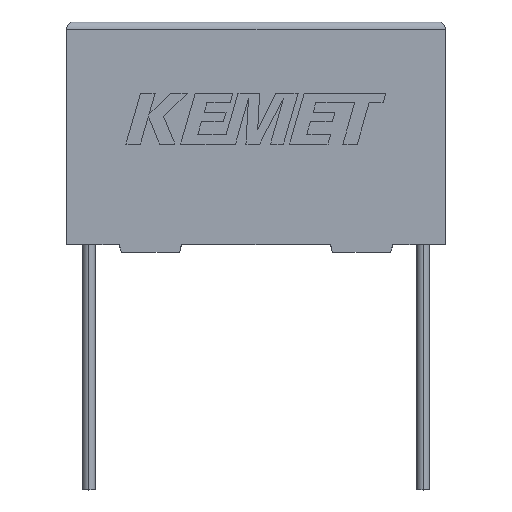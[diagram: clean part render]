
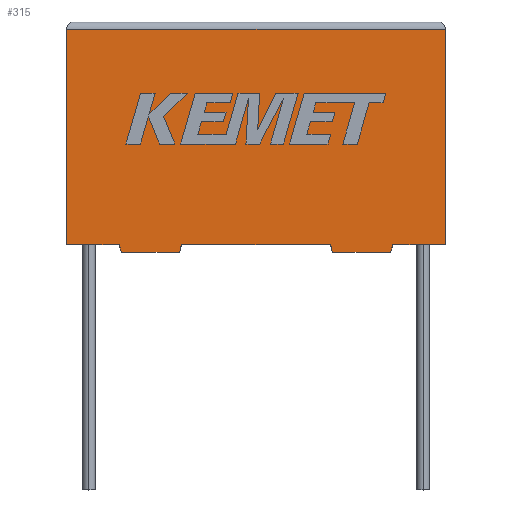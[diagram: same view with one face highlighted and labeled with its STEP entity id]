
A CAD part, top view. The second image highlights one B-rep face of the part: STEP entity #315.
In plain terms, the highlighted planar face has unit normal (0, 0, 1).
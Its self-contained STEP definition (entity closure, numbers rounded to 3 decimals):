
#98 = VECTOR ( 'NONE', #2502, 1000. ) ;
#110 = VERTEX_POINT ( 'NONE', #2473 ) ;
#132 = LINE ( 'NONE', #1388, #922 ) ;
#141 = CARTESIAN_POINT ( 'NONE',  ( 21.81, -0.5, 6.5 ) ) ;
#193 = FACE_OUTER_BOUND ( 'NONE', #2150, .T. ) ;
#311 = VECTOR ( 'NONE', #835, 1000. ) ;
#315 = ADVANCED_FACE ( 'NONE', ( #193 ), #1358, .F. ) ;
#325 = LINE ( 'NONE', #505, #3114 ) ;
#349 = CARTESIAN_POINT ( 'NONE',  ( 17.909, -0.5, 6.5 ) ) ;
#387 = EDGE_CURVE ( 'NONE', #1250, #110, #2949, .T. ) ;
#392 = ORIENTED_EDGE ( 'NONE', *, *, #2032, .T. ) ;
#395 = VECTOR ( 'NONE', #2445, 1000. ) ;
#466 = VERTEX_POINT ( 'NONE', #2908 ) ;
#505 = CARTESIAN_POINT ( 'NONE',  ( 0., 0., 6.5 ) ) ;
#556 = ORIENTED_EDGE ( 'NONE', *, *, #1999, .T. ) ;
#599 = LINE ( 'NONE', #349, #3186 ) ;
#606 = DIRECTION ( 'NONE',  ( 1., 0., 0. ) ) ;
#629 = EDGE_CURVE ( 'NONE', #2203, #2690, #1314, .T. ) ;
#634 = LINE ( 'NONE', #1450, #311 ) ;
#700 = LINE ( 'NONE', #1035, #3204 ) ;
#758 = ORIENTED_EDGE ( 'NONE', *, *, #2467, .F. ) ;
#766 = VECTOR ( 'NONE', #2254, 1000. ) ;
#823 = EDGE_CURVE ( 'NONE', #110, #1608, #700, .T. ) ;
#835 = DIRECTION ( 'NONE',  ( -1., 0., 0. ) ) ;
#866 = ORIENTED_EDGE ( 'NONE', *, *, #1633, .T. ) ;
#877 = CARTESIAN_POINT ( 'NONE',  ( 21.96, 0., 6.5 ) ) ;
#885 = VERTEX_POINT ( 'NONE', #2131 ) ;
#903 = EDGE_CURVE ( 'NONE', #885, #2538, #2822, .T. ) ;
#922 = VECTOR ( 'NONE', #2611, 1000. ) ;
#923 = ORIENTED_EDGE ( 'NONE', *, *, #2324, .F. ) ;
#970 = VERTEX_POINT ( 'NONE', #2891 ) ;
#1035 = CARTESIAN_POINT ( 'NONE',  ( 3.54, 0., 6.5 ) ) ;
#1088 = LINE ( 'NONE', #877, #395 ) ;
#1250 = VERTEX_POINT ( 'NONE', #2057 ) ;
#1314 = LINE ( 'NONE', #2707, #98 ) ;
#1345 = LINE ( 'NONE', #2430, #2003 ) ;
#1358 = PLANE ( 'NONE',  #2346 ) ;
#1388 = CARTESIAN_POINT ( 'NONE',  ( 0., 0., 6.5 ) ) ;
#1436 = DIRECTION ( 'NONE',  ( -1., 0., 0. ) ) ;
#1442 = DIRECTION ( 'NONE',  ( 1., 0., 0. ) ) ;
#1450 = CARTESIAN_POINT ( 'NONE',  ( 0., 14.5, 6.5 ) ) ;
#1505 = ORIENTED_EDGE ( 'NONE', *, *, #903, .T. ) ;
#1532 = ORIENTED_EDGE ( 'NONE', *, *, #387, .T. ) ;
#1535 = ORIENTED_EDGE ( 'NONE', *, *, #629, .T. ) ;
#1569 = ORIENTED_EDGE ( 'NONE', *, *, #2910, .T. ) ;
#1608 = VERTEX_POINT ( 'NONE', #2415 ) ;
#1612 = ORIENTED_EDGE ( 'NONE', *, *, #823, .T. ) ;
#1633 = EDGE_CURVE ( 'NONE', #2334, #1250, #132, .T. ) ;
#1634 = DIRECTION ( 'NONE',  ( -1., 0., 0. ) ) ;
#1664 = DIRECTION ( 'NONE',  ( -0.287, 0.958, 0. ) ) ;
#1678 = CARTESIAN_POINT ( 'NONE',  ( 0., 14.5, 6.5 ) ) ;
#1727 = VERTEX_POINT ( 'NONE', #2649 ) ;
#1750 = CARTESIAN_POINT ( 'NONE',  ( 7.591, -0.5, 6.5 ) ) ;
#1758 = EDGE_CURVE ( 'NONE', #1608, #466, #1345, .T. ) ;
#1879 = DIRECTION ( 'NONE',  ( 0., 0., -1. ) ) ;
#1950 = ORIENTED_EDGE ( 'NONE', *, *, #1758, .T. ) ;
#1999 = EDGE_CURVE ( 'NONE', #970, #2203, #325, .T. ) ;
#2003 = VECTOR ( 'NONE', #606, 1000. ) ;
#2022 = VECTOR ( 'NONE', #1436, 1000. ) ;
#2032 = EDGE_CURVE ( 'NONE', #466, #885, #2968, .T. ) ;
#2057 = CARTESIAN_POINT ( 'NONE',  ( 0., 0., 6.5 ) ) ;
#2110 = CARTESIAN_POINT ( 'NONE',  ( 0., 0., 6.5 ) ) ;
#2131 = CARTESIAN_POINT ( 'NONE',  ( 7.741, 0., 6.5 ) ) ;
#2150 = EDGE_LOOP ( 'NONE', ( #1535, #1569, #866, #1532, #1612, #1950, #392, #1505, #758, #2439, #923, #556 ) ) ;
#2203 = VERTEX_POINT ( 'NONE', #3098 ) ;
#2254 = DIRECTION ( 'NONE',  ( 0.287, 0.958, 0. ) ) ;
#2306 = VECTOR ( 'NONE', #2614, 1000. ) ;
#2324 = EDGE_CURVE ( 'NONE', #970, #2977, #1088, .T. ) ;
#2334 = VERTEX_POINT ( 'NONE', #1678 ) ;
#2346 = AXIS2_PLACEMENT_3D ( 'NONE', #2840, #1879, #1634 ) ;
#2415 = CARTESIAN_POINT ( 'NONE',  ( 3.69, -0.5, 6.5 ) ) ;
#2430 = CARTESIAN_POINT ( 'NONE',  ( 3.69, -0.5, 6.5 ) ) ;
#2439 = ORIENTED_EDGE ( 'NONE', *, *, #2705, .F. ) ;
#2445 = DIRECTION ( 'NONE',  ( -0.287, -0.958, 0. ) ) ;
#2467 = EDGE_CURVE ( 'NONE', #1727, #2538, #599, .T. ) ;
#2473 = CARTESIAN_POINT ( 'NONE',  ( 3.54, 0., 6.5 ) ) ;
#2502 = DIRECTION ( 'NONE',  ( 0., 1., 0. ) ) ;
#2538 = VERTEX_POINT ( 'NONE', #2792 ) ;
#2590 = DIRECTION ( 'NONE',  ( 0.287, -0.958, 0. ) ) ;
#2611 = DIRECTION ( 'NONE',  ( 0., -1., 0. ) ) ;
#2614 = DIRECTION ( 'NONE',  ( 1., 0., 0. ) ) ;
#2648 = CARTESIAN_POINT ( 'NONE',  ( 0., 0., 6.5 ) ) ;
#2649 = CARTESIAN_POINT ( 'NONE',  ( 17.909, -0.5, 6.5 ) ) ;
#2690 = VERTEX_POINT ( 'NONE', #2916 ) ;
#2705 = EDGE_CURVE ( 'NONE', #2977, #1727, #2764, .T. ) ;
#2707 = CARTESIAN_POINT ( 'NONE',  ( 25.5, 0., 6.5 ) ) ;
#2764 = LINE ( 'NONE', #141, #2022 ) ;
#2783 = VECTOR ( 'NONE', #3104, 1000. ) ;
#2792 = CARTESIAN_POINT ( 'NONE',  ( 17.759, 0., 6.5 ) ) ;
#2822 = LINE ( 'NONE', #2648, #2783 ) ;
#2840 = CARTESIAN_POINT ( 'NONE',  ( 0., 0., 6.5 ) ) ;
#2891 = CARTESIAN_POINT ( 'NONE',  ( 21.96, 0., 6.5 ) ) ;
#2908 = CARTESIAN_POINT ( 'NONE',  ( 7.591, -0.5, 6.5 ) ) ;
#2910 = EDGE_CURVE ( 'NONE', #2690, #2334, #634, .T. ) ;
#2916 = CARTESIAN_POINT ( 'NONE',  ( 25.5, 14.5, 6.5 ) ) ;
#2949 = LINE ( 'NONE', #2110, #2306 ) ;
#2968 = LINE ( 'NONE', #1750, #766 ) ;
#2971 = CARTESIAN_POINT ( 'NONE',  ( 21.81, -0.5, 6.5 ) ) ;
#2977 = VERTEX_POINT ( 'NONE', #2971 ) ;
#3098 = CARTESIAN_POINT ( 'NONE',  ( 25.5, 0., 6.5 ) ) ;
#3104 = DIRECTION ( 'NONE',  ( 1., 0., 0. ) ) ;
#3114 = VECTOR ( 'NONE', #1442, 1000. ) ;
#3186 = VECTOR ( 'NONE', #1664, 1000. ) ;
#3204 = VECTOR ( 'NONE', #2590, 1000. ) ;
